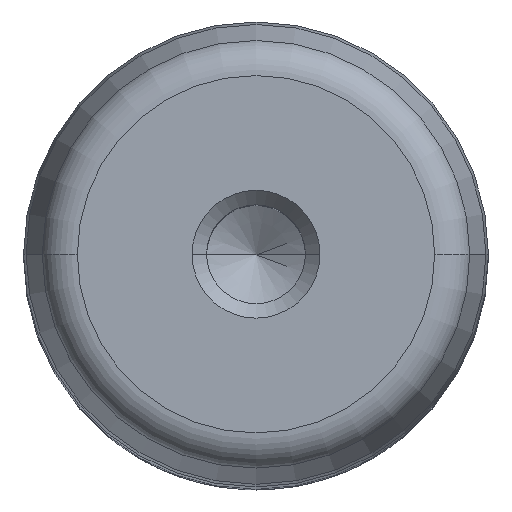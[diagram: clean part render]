
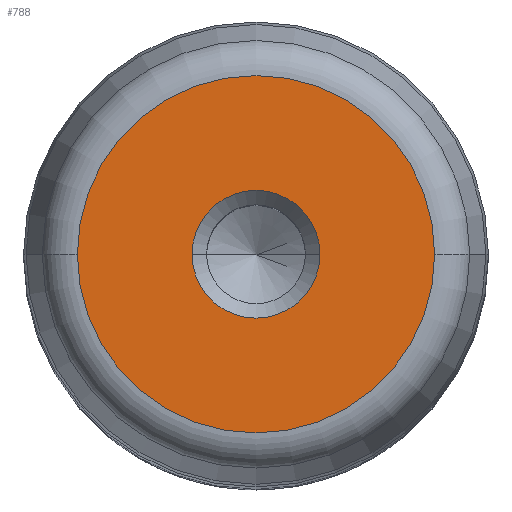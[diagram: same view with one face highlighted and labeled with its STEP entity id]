
A CAD part, top view. The second image highlights one B-rep face of the part: STEP entity #788.
In plain terms, the highlighted planar face has unit normal (0, 0, 1).
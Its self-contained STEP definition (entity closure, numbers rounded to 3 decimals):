
#235 = CARTESIAN_POINT ( 'NONE',  ( 0., 0., 140. ) ) ;
#322 = CARTESIAN_POINT ( 'NONE',  ( 0., 0., 140. ) ) ;
#340 = CARTESIAN_POINT ( 'NONE',  ( 0., 0., 140. ) ) ;
#423 = VERTEX_POINT ( 'NONE', #528 ) ;
#528 = CARTESIAN_POINT ( 'NONE',  ( 4.4, 0., 140. ) ) ;
#694 = EDGE_CURVE ( 'NONE', #2741, #2381, #1837, .T. ) ;
#713 = AXIS2_PLACEMENT_3D ( 'NONE', #340, #2075, #1066 ) ;
#788 = ADVANCED_FACE ( 'NONE', ( #1750, #2367 ), #3074, .T. ) ;
#911 = CARTESIAN_POINT ( 'NONE',  ( 0., 0., 140. ) ) ;
#957 = CARTESIAN_POINT ( 'NONE',  ( -4.4, 0., 140. ) ) ;
#970 = DIRECTION ( 'NONE',  ( 1., 0., 0. ) ) ;
#1066 = DIRECTION ( 'NONE',  ( 1., 0., 0. ) ) ;
#1322 = AXIS2_PLACEMENT_3D ( 'NONE', #911, #2625, #1903 ) ;
#1340 = DIRECTION ( 'NONE',  ( -1., 0., 0. ) ) ;
#1359 = CIRCLE ( 'NONE', #713, 4.4 ) ;
#1589 = EDGE_LOOP ( 'NONE', ( #3123, #2965 ) ) ;
#1594 = EDGE_LOOP ( 'NONE', ( #2656, #2378 ) ) ;
#1676 = CARTESIAN_POINT ( 'NONE',  ( -12.299, 0., 140. ) ) ;
#1693 = EDGE_CURVE ( 'NONE', #1721, #423, #2053, .T. ) ;
#1721 = VERTEX_POINT ( 'NONE', #957 ) ;
#1750 = FACE_BOUND ( 'NONE', #1589, .T. ) ;
#1837 = CIRCLE ( 'NONE', #1322, 12.299 ) ;
#1863 = DIRECTION ( 'NONE',  ( 0., 0., 1. ) ) ;
#1877 = CARTESIAN_POINT ( 'NONE',  ( 0., 0., 140. ) ) ;
#1903 = DIRECTION ( 'NONE',  ( -1., 0., 0. ) ) ;
#1968 = AXIS2_PLACEMENT_3D ( 'NONE', #235, #2437, #970 ) ;
#2026 = AXIS2_PLACEMENT_3D ( 'NONE', #322, #2312, #1340 ) ;
#2053 = CIRCLE ( 'NONE', #1968, 4.4 ) ;
#2075 = DIRECTION ( 'NONE',  ( 0., 0., -1. ) ) ;
#2312 = DIRECTION ( 'NONE',  ( 0., 0., -1. ) ) ;
#2340 = DIRECTION ( 'NONE',  ( 1., 0., 0. ) ) ;
#2367 = FACE_OUTER_BOUND ( 'NONE', #1594, .T. ) ;
#2378 = ORIENTED_EDGE ( 'NONE', *, *, #3081, .F. ) ;
#2381 = VERTEX_POINT ( 'NONE', #2719 ) ;
#2391 = CIRCLE ( 'NONE', #2026, 12.299 ) ;
#2437 = DIRECTION ( 'NONE',  ( 0., 0., -1. ) ) ;
#2625 = DIRECTION ( 'NONE',  ( 0., 0., -1. ) ) ;
#2656 = ORIENTED_EDGE ( 'NONE', *, *, #694, .F. ) ;
#2719 = CARTESIAN_POINT ( 'NONE',  ( 12.299, 0., 140. ) ) ;
#2741 = VERTEX_POINT ( 'NONE', #1676 ) ;
#2955 = AXIS2_PLACEMENT_3D ( 'NONE', #1877, #1863, #2340 ) ;
#2965 = ORIENTED_EDGE ( 'NONE', *, *, #1693, .T. ) ;
#3074 = PLANE ( 'NONE',  #2955 ) ;
#3081 = EDGE_CURVE ( 'NONE', #2381, #2741, #2391, .T. ) ;
#3123 = ORIENTED_EDGE ( 'NONE', *, *, #3149, .T. ) ;
#3149 = EDGE_CURVE ( 'NONE', #423, #1721, #1359, .T. ) ;
